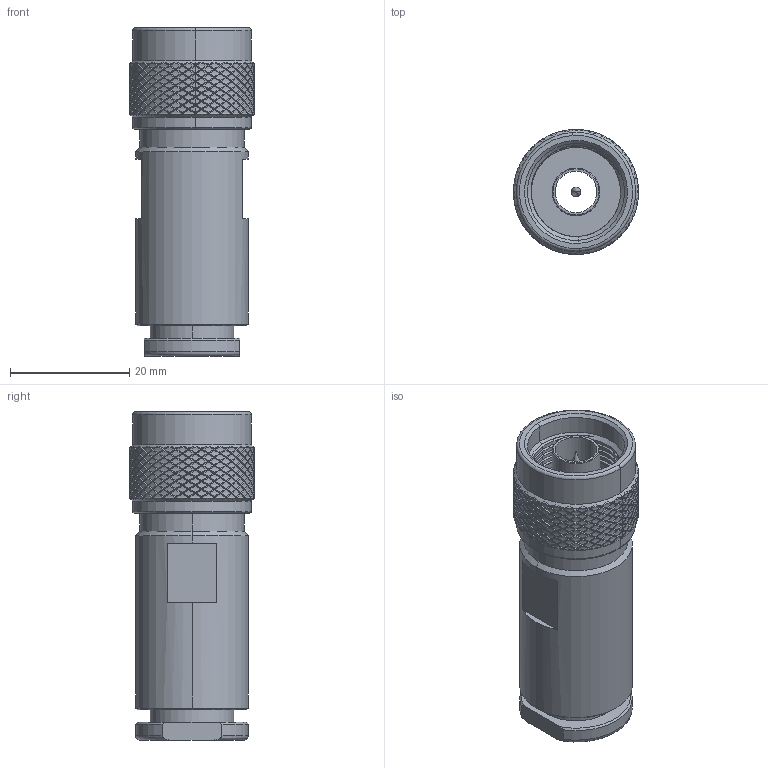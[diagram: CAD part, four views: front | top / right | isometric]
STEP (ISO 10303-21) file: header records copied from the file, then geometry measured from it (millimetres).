
FILE_DESCRIPTION (( 'STEP AP214' ), '1' );
FILE_NAME ('25-017-B3-DE.STEP', '2024-10-31T10:58:23', ( '' ), ( '' ), 'SwSTEP 2.0', 'SolidWorks 2024', '' );
FILE_SCHEMA (( 'AUTOMOTIVE_DESIGN' ));
Length unit declared in the file: millimetre
Products named in the file (1): 25-017-B3-DE
Bounding box: 21 x 21 x 55.15 mm (x, y, z)
Surface area: 6864.5 mm2 (no closed solid volume)
Topology: 0 solids, 8 shells, 2227 faces, 4738 edges, 2498 vertices
Faces by surface type: bspline 1682, cylinder 493, cone 27, plane 16, torus 9
Entity records: 111491 total; most frequent: CARTESIAN_POINT 83725, ORIENTED_EDGE 9345, EDGE_CURVE 4738, VERTEX_POINT 2498, EDGE_LOOP 2234, ADVANCED_FACE 2227, FACE_OUTER_BOUND 2227, DIRECTION 1659
